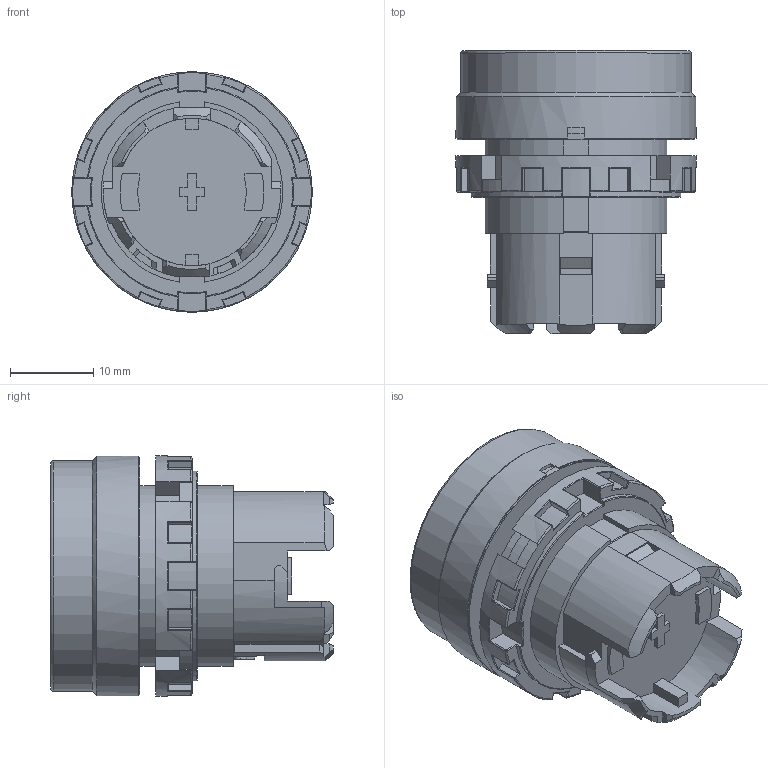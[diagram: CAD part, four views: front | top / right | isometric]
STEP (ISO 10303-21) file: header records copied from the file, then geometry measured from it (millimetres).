
FILE_DESCRIPTION( ( 'Unknown' ), '1' );
FILE_NAME( 'A20B-M1Ex-Solid3D-20180706.stp', 'Unknown', ( 'Unknown' ), ( 'Unknown' ), 'XStep 1.0', 'Unknown', ' ' );
FILE_SCHEMA( ( 'automotive_design' ) );
Length unit declared in the file: millimetre
Products named in the file (1): BA20LM0101-A20L本體(復歸)-201
Bounding box: 28.8 x 33.9 x 28.8 mm (x, y, z)
Surface area: 4917 mm2 (no closed solid volume)
Topology: 0 solids, 1 shells, 428 faces, 1136 edges, 715 vertices
Faces by surface type: plane 206, cylinder 123, torus 47, bspline 25, extrusion 10, sphere 9, cone 8
Full cylindrical faces by diameter (mm): 24 x1, 27.6 x1, 28.5 x1
Entity records: 17792 total; most frequent: CARTESIAN_POINT 3914, ORIENTED_EDGE 2216, DIRECTION 2171, EDGE_CURVE 1108, AXIS2_PLACEMENT_3D 791, VERTEX_POINT 706, VECTOR 589, LINE 579
